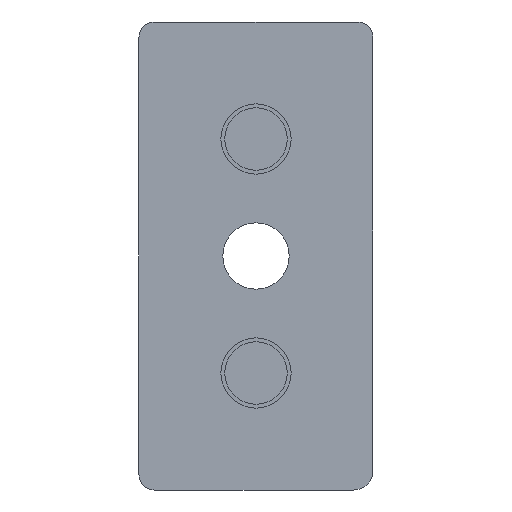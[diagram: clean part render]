
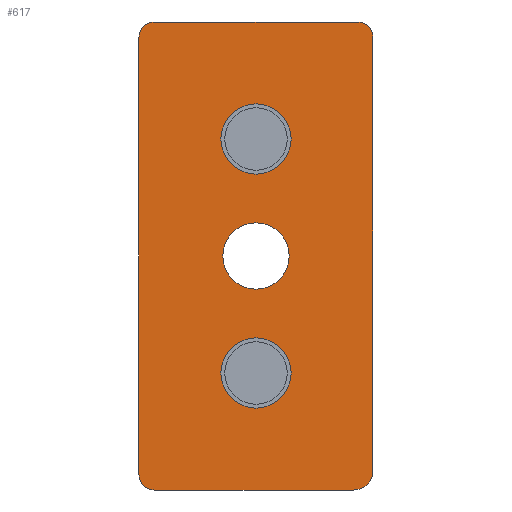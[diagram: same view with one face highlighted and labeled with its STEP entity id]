
A CAD part, front view. The second image highlights one B-rep face of the part: STEP entity #617.
In plain terms, the highlighted planar face has unit normal (0, -1, 0).
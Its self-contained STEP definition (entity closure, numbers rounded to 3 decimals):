
#9 = DIRECTION ( 'NONE',  ( 0., 1., 0. ) ) ;
#14 = CIRCLE ( 'NONE', #828, 4.5 ) ;
#19 = EDGE_CURVE ( 'NONE', #1248, #889, #798, .T. ) ;
#48 = DIRECTION ( 'NONE',  ( 0., 0., 1. ) ) ;
#49 = CIRCLE ( 'NONE', #347, 2. ) ;
#53 = DIRECTION ( 'NONE',  ( 0., 0., -1. ) ) ;
#66 = CARTESIAN_POINT ( 'NONE',  ( 0., 0., -4.25 ) ) ;
#79 = CARTESIAN_POINT ( 'NONE',  ( 0., 0., 30. ) ) ;
#92 = ORIENTED_EDGE ( 'NONE', *, *, #1084, .F. ) ;
#106 = ORIENTED_EDGE ( 'NONE', *, *, #784, .F. ) ;
#124 = EDGE_LOOP ( 'NONE', ( #958, #92, #746, #126, #1127, #821, #106, #1050 ) ) ;
#126 = ORIENTED_EDGE ( 'NONE', *, *, #308, .F. ) ;
#131 = AXIS2_PLACEMENT_3D ( 'NONE', #264, #1163, #370 ) ;
#135 = DIRECTION ( 'NONE',  ( 0., 0., -1. ) ) ;
#136 = EDGE_CURVE ( 'NONE', #1066, #557, #553, .T. ) ;
#141 = VERTEX_POINT ( 'NONE', #66 ) ;
#143 = CARTESIAN_POINT ( 'NONE',  ( 0., 0., 15. ) ) ;
#145 = DIRECTION ( 'NONE',  ( 0., 1., 0. ) ) ;
#172 = AXIS2_PLACEMENT_3D ( 'NONE', #242, #907, #582 ) ;
#191 = CARTESIAN_POINT ( 'NONE',  ( 0., 0., -19.5 ) ) ;
#242 = CARTESIAN_POINT ( 'NONE',  ( 0., 0., 15. ) ) ;
#264 = CARTESIAN_POINT ( 'NONE',  ( -13., 0., -28. ) ) ;
#289 = AXIS2_PLACEMENT_3D ( 'NONE', #924, #1335, #135 ) ;
#299 = CARTESIAN_POINT ( 'NONE',  ( 15., 0., 28. ) ) ;
#308 = EDGE_CURVE ( 'NONE', #852, #1013, #359, .T. ) ;
#319 = DIRECTION ( 'NONE',  ( 0., 1., 0. ) ) ;
#338 = DIRECTION ( 'NONE',  ( -1., 0., 0. ) ) ;
#344 = ORIENTED_EDGE ( 'NONE', *, *, #433, .F. ) ;
#347 = AXIS2_PLACEMENT_3D ( 'NONE', #992, #319, #642 ) ;
#359 = CIRCLE ( 'NONE', #1069, 2.5 ) ;
#360 = ORIENTED_EDGE ( 'NONE', *, *, #1093, .F. ) ;
#370 = DIRECTION ( 'NONE',  ( 1., 0., 0. ) ) ;
#376 = ORIENTED_EDGE ( 'NONE', *, *, #406, .F. ) ;
#378 = DIRECTION ( 'NONE',  ( 0., -1., 0. ) ) ;
#382 = CARTESIAN_POINT ( 'NONE',  ( 0., 0., -15. ) ) ;
#386 = LINE ( 'NONE', #1182, #698 ) ;
#387 = DIRECTION ( 'NONE',  ( 0., 0., -1. ) ) ;
#405 = VECTOR ( 'NONE', #509, 1000. ) ;
#406 = EDGE_CURVE ( 'NONE', #889, #1248, #721, .T. ) ;
#411 = CARTESIAN_POINT ( 'NONE',  ( 0., 0., -15. ) ) ;
#433 = EDGE_CURVE ( 'NONE', #606, #141, #1354, .T. ) ;
#434 = CARTESIAN_POINT ( 'NONE',  ( 15., 0., -27.5 ) ) ;
#473 = ORIENTED_EDGE ( 'NONE', *, *, #1271, .F. ) ;
#496 = CARTESIAN_POINT ( 'NONE',  ( 0., 0., -10.5 ) ) ;
#497 = PLANE ( 'NONE',  #967 ) ;
#509 = DIRECTION ( 'NONE',  ( 1., 0., 0. ) ) ;
#538 = VECTOR ( 'NONE', #1378, 1000. ) ;
#551 = CARTESIAN_POINT ( 'NONE',  ( 12.5, 0., -27.5 ) ) ;
#553 = LINE ( 'NONE', #717, #1259 ) ;
#554 = DIRECTION ( 'NONE',  ( 0., -1., 0. ) ) ;
#556 = ORIENTED_EDGE ( 'NONE', *, *, #19, .F. ) ;
#557 = VERTEX_POINT ( 'NONE', #1363 ) ;
#575 = EDGE_LOOP ( 'NONE', ( #360, #473 ) ) ;
#582 = DIRECTION ( 'NONE',  ( 0., 0., -1. ) ) ;
#586 = AXIS2_PLACEMENT_3D ( 'NONE', #1240, #145, #1123 ) ;
#591 = CARTESIAN_POINT ( 'NONE',  ( -13., 0., -30. ) ) ;
#593 = CIRCLE ( 'NONE', #1197, 4.25 ) ;
#606 = VERTEX_POINT ( 'NONE', #1148 ) ;
#617 = ADVANCED_FACE ( 'NONE', ( #1211, #1026, #1058, #1121 ), #497, .F. ) ;
#627 = DIRECTION ( 'NONE',  ( 0., -1., 0. ) ) ;
#630 = VERTEX_POINT ( 'NONE', #591 ) ;
#642 = DIRECTION ( 'NONE',  ( 1., 0., 0. ) ) ;
#648 = EDGE_LOOP ( 'NONE', ( #888, #344 ) ) ;
#650 = CARTESIAN_POINT ( 'NONE',  ( -13., 0., 30. ) ) ;
#680 = CARTESIAN_POINT ( 'NONE',  ( -15., 0., -28. ) ) ;
#693 = EDGE_CURVE ( 'NONE', #1013, #630, #1420, .T. ) ;
#698 = VECTOR ( 'NONE', #387, 1000. ) ;
#707 = VERTEX_POINT ( 'NONE', #191 ) ;
#717 = CARTESIAN_POINT ( 'NONE',  ( -15., 0., 0. ) ) ;
#721 = CIRCLE ( 'NONE', #172, 4.5 ) ;
#732 = DIRECTION ( 'NONE',  ( 0., 0., 1. ) ) ;
#743 = DIRECTION ( 'NONE',  ( 0., 0., -1. ) ) ;
#746 = ORIENTED_EDGE ( 'NONE', *, *, #693, .F. ) ;
#752 = EDGE_CURVE ( 'NONE', #760, #852, #386, .T. ) ;
#760 = VERTEX_POINT ( 'NONE', #299 ) ;
#777 = DIRECTION ( 'NONE',  ( 0., 0., -1. ) ) ;
#784 = EDGE_CURVE ( 'NONE', #929, #823, #1006, .T. ) ;
#798 = CIRCLE ( 'NONE', #846, 4.5 ) ;
#808 = CARTESIAN_POINT ( 'NONE',  ( 12.5, 0., -30. ) ) ;
#821 = ORIENTED_EDGE ( 'NONE', *, *, #1011, .F. ) ;
#823 = VERTEX_POINT ( 'NONE', #1068 ) ;
#828 = AXIS2_PLACEMENT_3D ( 'NONE', #411, #627, #743 ) ;
#846 = AXIS2_PLACEMENT_3D ( 'NONE', #143, #378, #1353 ) ;
#852 = VERTEX_POINT ( 'NONE', #434 ) ;
#878 = CIRCLE ( 'NONE', #1005, 4.5 ) ;
#888 = ORIENTED_EDGE ( 'NONE', *, *, #1342, .F. ) ;
#889 = VERTEX_POINT ( 'NONE', #987 ) ;
#907 = DIRECTION ( 'NONE',  ( 0., -1., 0. ) ) ;
#924 = CARTESIAN_POINT ( 'NONE',  ( 0., 0., 0. ) ) ;
#929 = VERTEX_POINT ( 'NONE', #650 ) ;
#958 = ORIENTED_EDGE ( 'NONE', *, *, #136, .F. ) ;
#967 = AXIS2_PLACEMENT_3D ( 'NONE', #1356, #1045, #48 ) ;
#972 = CARTESIAN_POINT ( 'NONE',  ( 0., 0., 10.5 ) ) ;
#987 = CARTESIAN_POINT ( 'NONE',  ( 0., 0., 19.5 ) ) ;
#992 = CARTESIAN_POINT ( 'NONE',  ( -13., 0., 28. ) ) ;
#1005 = AXIS2_PLACEMENT_3D ( 'NONE', #382, #1169, #53 ) ;
#1006 = LINE ( 'NONE', #79, #405 ) ;
#1011 = EDGE_CURVE ( 'NONE', #823, #760, #1366, .T. ) ;
#1013 = VERTEX_POINT ( 'NONE', #808 ) ;
#1026 = FACE_BOUND ( 'NONE', #575, .T. ) ;
#1045 = DIRECTION ( 'NONE',  ( 0., 1., 0. ) ) ;
#1050 = ORIENTED_EDGE ( 'NONE', *, *, #1224, .F. ) ;
#1058 = FACE_BOUND ( 'NONE', #648, .T. ) ;
#1066 = VERTEX_POINT ( 'NONE', #680 ) ;
#1068 = CARTESIAN_POINT ( 'NONE',  ( 13., 0., 30. ) ) ;
#1069 = AXIS2_PLACEMENT_3D ( 'NONE', #551, #9, #338 ) ;
#1084 = EDGE_CURVE ( 'NONE', #630, #1066, #1173, .T. ) ;
#1093 = EDGE_CURVE ( 'NONE', #707, #1124, #878, .T. ) ;
#1121 = FACE_OUTER_BOUND ( 'NONE', #124, .T. ) ;
#1123 = DIRECTION ( 'NONE',  ( -1., 0., 0. ) ) ;
#1124 = VERTEX_POINT ( 'NONE', #496 ) ;
#1127 = ORIENTED_EDGE ( 'NONE', *, *, #752, .F. ) ;
#1148 = CARTESIAN_POINT ( 'NONE',  ( 0., 0., 4.25 ) ) ;
#1163 = DIRECTION ( 'NONE',  ( 0., 1., 0. ) ) ;
#1169 = DIRECTION ( 'NONE',  ( 0., -1., 0. ) ) ;
#1170 = EDGE_LOOP ( 'NONE', ( #556, #376 ) ) ;
#1173 = CIRCLE ( 'NONE', #131, 2. ) ;
#1182 = CARTESIAN_POINT ( 'NONE',  ( 15., 0., 0. ) ) ;
#1197 = AXIS2_PLACEMENT_3D ( 'NONE', #1334, #554, #777 ) ;
#1211 = FACE_BOUND ( 'NONE', #1170, .T. ) ;
#1224 = EDGE_CURVE ( 'NONE', #557, #929, #49, .T. ) ;
#1240 = CARTESIAN_POINT ( 'NONE',  ( 13., 0., 28. ) ) ;
#1248 = VERTEX_POINT ( 'NONE', #972 ) ;
#1259 = VECTOR ( 'NONE', #732, 1000. ) ;
#1271 = EDGE_CURVE ( 'NONE', #1124, #707, #14, .T. ) ;
#1285 = CARTESIAN_POINT ( 'NONE',  ( 0., 0., -30. ) ) ;
#1334 = CARTESIAN_POINT ( 'NONE',  ( 0., 0., 0. ) ) ;
#1335 = DIRECTION ( 'NONE',  ( 0., -1., 0. ) ) ;
#1342 = EDGE_CURVE ( 'NONE', #141, #606, #593, .T. ) ;
#1353 = DIRECTION ( 'NONE',  ( 0., 0., -1. ) ) ;
#1354 = CIRCLE ( 'NONE', #289, 4.25 ) ;
#1356 = CARTESIAN_POINT ( 'NONE',  ( 0., 0., 0. ) ) ;
#1363 = CARTESIAN_POINT ( 'NONE',  ( -15., 0., 28. ) ) ;
#1366 = CIRCLE ( 'NONE', #586, 2. ) ;
#1378 = DIRECTION ( 'NONE',  ( -1., 0., 0. ) ) ;
#1420 = LINE ( 'NONE', #1285, #538 ) ;
